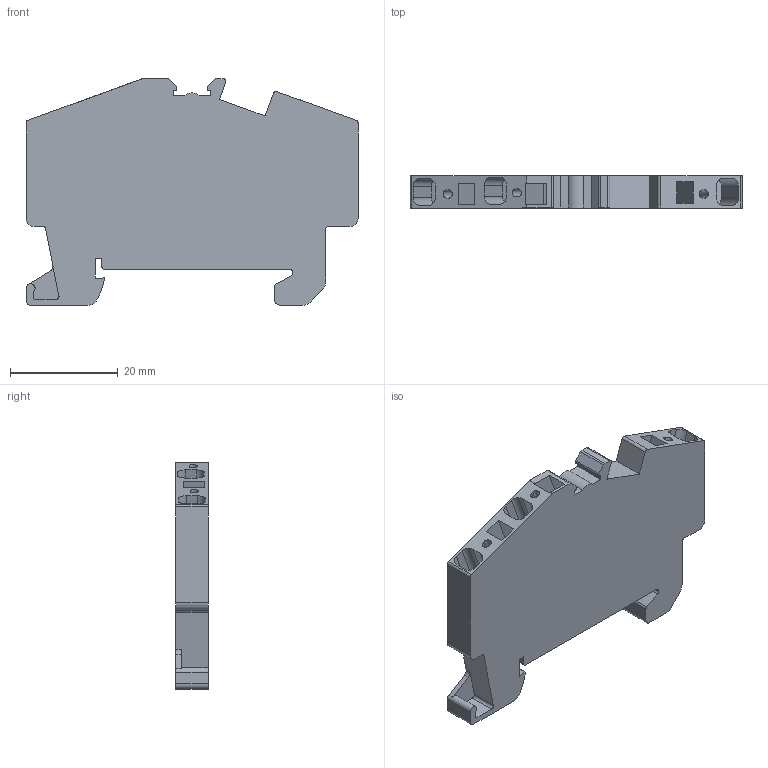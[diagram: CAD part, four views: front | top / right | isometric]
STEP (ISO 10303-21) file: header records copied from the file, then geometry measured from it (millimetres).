
FILE_DESCRIPTION( ( 'Unknown' ), '1' );
FILE_NAME( 'AGT4-3.stp', 'Unknown', ( 'Unknown' ), ( 'Unknown' ), 'PSStep 14.0', 'Unknown', ' ' );
FILE_SCHEMA( ( 'AUTOMOTIVE_DESIGN { 1 0 10303 214 1 1 1 1 }' ) );
Length unit declared in the file: millimetre
Products named in the file (1): 1
Bounding box: 61.5 x 6 x 42 mm (x, y, z)
Volume: 10785.4 mm3; surface area: 6465.3 mm2
Topology: 1 solids, 1 shells, 135 faces, 375 edges, 250 vertices
Faces by surface type: plane 80, cylinder 37, extrusion 18
Entity records: 5490 total; most frequent: DIRECTION 776, CARTESIAN_POINT 761, ORIENTED_EDGE 750, EDGE_CURVE 375, VECTOR 282, LINE 264, VERTEX_POINT 250, AXIS2_PLACEMENT_3D 247
